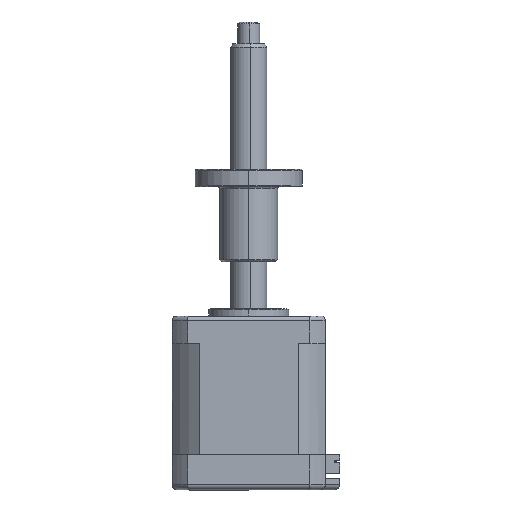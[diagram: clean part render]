
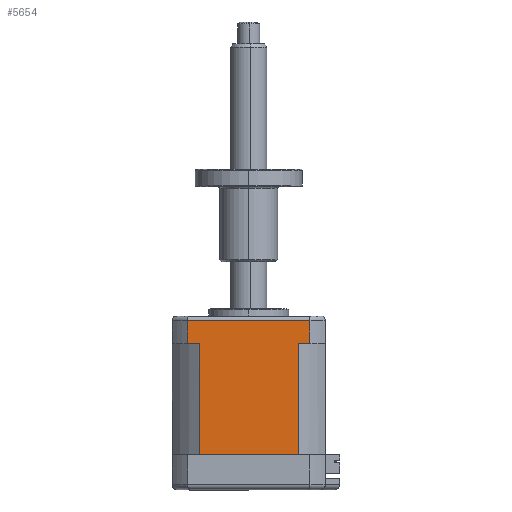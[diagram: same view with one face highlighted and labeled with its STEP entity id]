
A CAD part, top view. The second image highlights one B-rep face of the part: STEP entity #5654.
In plain terms, the highlighted planar face has unit normal (0, 0, 1).
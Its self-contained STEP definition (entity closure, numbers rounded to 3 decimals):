
#164 = EDGE_CURVE ( 'NONE', #5801, #1244, #3343, .T. ) ;
#202 = ORIENTED_EDGE ( 'NONE', *, *, #164, .T. ) ;
#451 = VECTOR ( 'NONE', #5504, 1000. ) ;
#619 = EDGE_CURVE ( 'NONE', #1244, #2032, #7538, .T. ) ;
#658 = ORIENTED_EDGE ( 'NONE', *, *, #619, .T. ) ;
#917 = CARTESIAN_POINT ( 'NONE',  ( -31.176, -34.058, 54.45 ) ) ;
#1178 = VECTOR ( 'NONE', #8642, 1000. ) ;
#1244 = VERTEX_POINT ( 'NONE', #8242 ) ;
#1336 = CARTESIAN_POINT ( 'NONE',  ( -34.427, 2.792, 54.45 ) ) ;
#2032 = VERTEX_POINT ( 'NONE', #2193 ) ;
#2040 = AXIS2_PLACEMENT_3D ( 'NONE', #4196, #7395, #2647 ) ;
#2193 = CARTESIAN_POINT ( 'NONE',  ( -0.735, 2.792, 54.45 ) ) ;
#2242 = EDGE_CURVE ( 'NONE', #4275, #5801, #3863, .T. ) ;
#2324 = DIRECTION ( 'NONE',  ( -1., 0., 0. ) ) ;
#2368 = VECTOR ( 'NONE', #2324, 1000. ) ;
#2551 = VERTEX_POINT ( 'NONE', #3318 ) ;
#2647 = DIRECTION ( 'NONE',  ( 1., 0., 0. ) ) ;
#2738 = ORIENTED_EDGE ( 'NONE', *, *, #9744, .F. ) ;
#2839 = DIRECTION ( 'NONE',  ( 0., 1., 0. ) ) ;
#2875 = LINE ( 'NONE', #10175, #451 ) ;
#2907 = DIRECTION ( 'NONE',  ( 1., 0., 0. ) ) ;
#3072 = CARTESIAN_POINT ( 'NONE',  ( -0.735, -4.958, 54.45 ) ) ;
#3318 = CARTESIAN_POINT ( 'NONE',  ( -31.176, -3.358, 54.45 ) ) ;
#3343 = LINE ( 'NONE', #8836, #1178 ) ;
#3639 = ORIENTED_EDGE ( 'NONE', *, *, #2242, .T. ) ;
#3647 = CARTESIAN_POINT ( 'NONE',  ( -34.427, -4.958, 54.45 ) ) ;
#3863 = LINE ( 'NONE', #8611, #9858 ) ;
#3870 = LINE ( 'NONE', #7604, #7810 ) ;
#4196 = CARTESIAN_POINT ( 'NONE',  ( -3.987, -34.058, 54.45 ) ) ;
#4275 = VERTEX_POINT ( 'NONE', #8862 ) ;
#4485 = LINE ( 'NONE', #9382, #2368 ) ;
#4576 = ORIENTED_EDGE ( 'NONE', *, *, #7489, .T. ) ;
#4801 = EDGE_CURVE ( 'NONE', #9192, #2551, #7247, .T. ) ;
#4999 = PLANE ( 'NONE',  #2040 ) ;
#5134 = VECTOR ( 'NONE', #8838, 1000. ) ;
#5255 = FACE_OUTER_BOUND ( 'NONE', #7275, .T. ) ;
#5281 = CARTESIAN_POINT ( 'NONE',  ( -34.427, -3.358, 54.45 ) ) ;
#5504 = DIRECTION ( 'NONE',  ( -1., 0., 0. ) ) ;
#5654 = ADVANCED_FACE ( 'NONE', ( #5255 ), #4999, .F. ) ;
#5694 = ORIENTED_EDGE ( 'NONE', *, *, #4801, .F. ) ;
#5801 = VERTEX_POINT ( 'NONE', #6057 ) ;
#5810 = VERTEX_POINT ( 'NONE', #5281 ) ;
#5993 = CARTESIAN_POINT ( 'NONE',  ( -31.176, -34.058, 54.45 ) ) ;
#6057 = CARTESIAN_POINT ( 'NONE',  ( -3.987, -3.358, 54.45 ) ) ;
#6796 = DIRECTION ( 'NONE',  ( 0., 1., 0. ) ) ;
#7015 = VECTOR ( 'NONE', #2839, 1000. ) ;
#7247 = LINE ( 'NONE', #917, #5134 ) ;
#7275 = EDGE_LOOP ( 'NONE', ( #3639, #202, #658, #4576, #2738, #7716, #5694, #8306 ) ) ;
#7395 = DIRECTION ( 'NONE',  ( 0., 0., -1. ) ) ;
#7489 = EDGE_CURVE ( 'NONE', #2032, #8537, #2875, .T. ) ;
#7492 = EDGE_CURVE ( 'NONE', #4275, #9192, #4485, .T. ) ;
#7538 = LINE ( 'NONE', #3072, #9353 ) ;
#7604 = CARTESIAN_POINT ( 'NONE',  ( -0.735, -3.358, 54.45 ) ) ;
#7716 = ORIENTED_EDGE ( 'NONE', *, *, #8637, .T. ) ;
#7810 = VECTOR ( 'NONE', #2907, 1000. ) ;
#8217 = DIRECTION ( 'NONE',  ( 0., 1., 0. ) ) ;
#8242 = CARTESIAN_POINT ( 'NONE',  ( -0.735, -3.358, 54.45 ) ) ;
#8306 = ORIENTED_EDGE ( 'NONE', *, *, #7492, .F. ) ;
#8537 = VERTEX_POINT ( 'NONE', #1336 ) ;
#8611 = CARTESIAN_POINT ( 'NONE',  ( -3.987, -34.058, 54.45 ) ) ;
#8637 = EDGE_CURVE ( 'NONE', #5810, #2551, #3870, .T. ) ;
#8642 = DIRECTION ( 'NONE',  ( 1., 0., 0. ) ) ;
#8836 = CARTESIAN_POINT ( 'NONE',  ( -0.735, -3.358, 54.45 ) ) ;
#8838 = DIRECTION ( 'NONE',  ( 0., 1., 0. ) ) ;
#8862 = CARTESIAN_POINT ( 'NONE',  ( -3.987, -34.058, 54.45 ) ) ;
#9192 = VERTEX_POINT ( 'NONE', #5993 ) ;
#9353 = VECTOR ( 'NONE', #6796, 1000. ) ;
#9382 = CARTESIAN_POINT ( 'NONE',  ( -3.987, -34.058, 54.45 ) ) ;
#9518 = LINE ( 'NONE', #3647, #7015 ) ;
#9744 = EDGE_CURVE ( 'NONE', #5810, #8537, #9518, .T. ) ;
#9858 = VECTOR ( 'NONE', #8217, 1000. ) ;
#10175 = CARTESIAN_POINT ( 'NONE',  ( -34.427, 2.792, 54.45 ) ) ;
